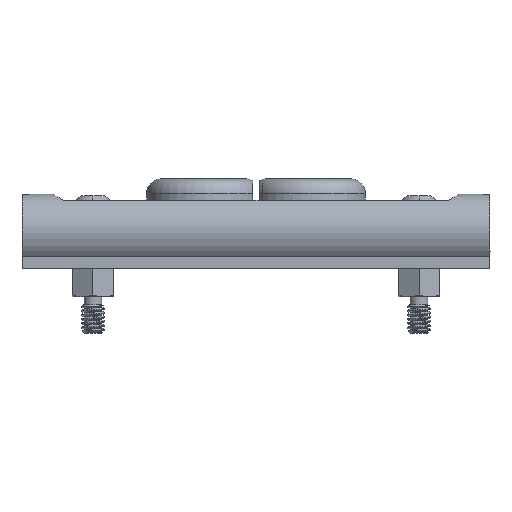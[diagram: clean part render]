
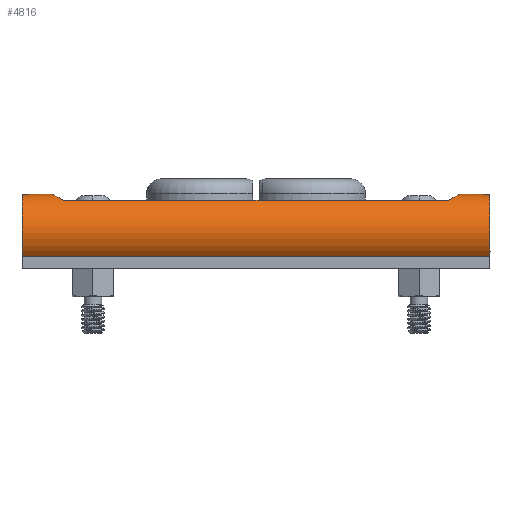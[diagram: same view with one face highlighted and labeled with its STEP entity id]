
A CAD part, front view. The second image highlights one B-rep face of the part: STEP entity #4816.
In plain terms, the highlighted cylindrical face has radius 4 mm (diameter 8 mm), a partial arc.
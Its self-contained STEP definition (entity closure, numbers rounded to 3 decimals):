
#342=ELLIPSE('',#5145,8.,4.);
#344=ELLIPSE('',#5187,8.,4.);
#355=CYLINDRICAL_SURFACE('',#5194,4.);
#521=LINE('',#6953,#813);
#523=LINE('',#6957,#815);
#531=LINE('',#7025,#823);
#540=LINE('',#7257,#832);
#594=LINE('',#7426,#886);
#641=LINE('',#7544,#933);
#813=VECTOR('',#5569,10.);
#815=VECTOR('',#5571,10.);
#823=VECTOR('',#5579,10.);
#832=VECTOR('',#5638,10.);
#886=VECTOR('',#5776,10.);
#933=VECTOR('',#5891,10.);
#1175=CIRCLE('',#5115,4.);
#1179=CIRCLE('',#5123,4.);
#1189=CIRCLE('',#5157,4.);
#1193=CIRCLE('',#5165,4.);
#1446=FACE_OUTER_BOUND('',#1737,.T.);
#1737=EDGE_LOOP('',(#3580,#3581,#3582,#3583,#3584,#3585,#3586,#3587,#3588,
#3589,#3590,#3591));
#2092=VERTEX_POINT('',#6951);
#2093=VERTEX_POINT('',#6952);
#2094=VERTEX_POINT('',#6954);
#2095=VERTEX_POINT('',#6956);
#2106=VERTEX_POINT('',#7011);
#2107=VERTEX_POINT('',#7024);
#2129=VERTEX_POINT('',#7237);
#2131=VERTEX_POINT('',#7256);
#2138=VERTEX_POINT('',#7273);
#2175=VERTEX_POINT('',#7403);
#2178=VERTEX_POINT('',#7424);
#2184=VERTEX_POINT('',#7439);
#2572=EDGE_CURVE('',#2092,#2093,#521,.T.);
#2574=EDGE_CURVE('',#2094,#2095,#523,.T.);
#2586=EDGE_CURVE('',#2107,#2106,#531,.T.);
#2617=EDGE_CURVE('',#2129,#2095,#1175,.T.);
#2621=EDGE_CURVE('',#2131,#2129,#540,.T.);
#2629=EDGE_CURVE('',#2138,#2131,#1179,.T.);
#2675=EDGE_CURVE('',#2092,#2094,#342,.F.);
#2687=EDGE_CURVE('',#2175,#2106,#1189,.T.);
#2693=EDGE_CURVE('',#2178,#2175,#594,.T.);
#2699=EDGE_CURVE('',#2184,#2178,#1193,.F.);
#2745=EDGE_CURVE('',#2093,#2107,#344,.F.);
#2751=EDGE_CURVE('',#2184,#2138,#641,.T.);
#3580=ORIENTED_EDGE('',*,*,#2572,.T.);
#3581=ORIENTED_EDGE('',*,*,#2745,.T.);
#3582=ORIENTED_EDGE('',*,*,#2586,.T.);
#3583=ORIENTED_EDGE('',*,*,#2687,.F.);
#3584=ORIENTED_EDGE('',*,*,#2693,.F.);
#3585=ORIENTED_EDGE('',*,*,#2699,.F.);
#3586=ORIENTED_EDGE('',*,*,#2751,.T.);
#3587=ORIENTED_EDGE('',*,*,#2629,.T.);
#3588=ORIENTED_EDGE('',*,*,#2621,.T.);
#3589=ORIENTED_EDGE('',*,*,#2617,.T.);
#3590=ORIENTED_EDGE('',*,*,#2574,.F.);
#3591=ORIENTED_EDGE('',*,*,#2675,.F.);
#4816=ADVANCED_FACE('',(#1446),#355,.T.);
#5115=AXIS2_PLACEMENT_3D('',#7238,#5629,#5630);
#5123=AXIS2_PLACEMENT_3D('',#7274,#5652,#5653);
#5145=AXIS2_PLACEMENT_3D('',#7366,#5736,#5737);
#5157=AXIS2_PLACEMENT_3D('',#7404,#5765,#5766);
#5165=AXIS2_PLACEMENT_3D('',#7440,#5788,#5789);
#5187=AXIS2_PLACEMENT_3D('',#7532,#5872,#5873);
#5194=AXIS2_PLACEMENT_3D('',#7543,#5889,#5890);
#5569=DIRECTION('',(-1.,0.,0.));
#5571=DIRECTION('',(1.,0.,0.));
#5579=DIRECTION('',(-1.,0.,0.));
#5629=DIRECTION('center_axis',(1.,0.,0.));
#5630=DIRECTION('ref_axis',(0.,0.991,0.135));
#5638=DIRECTION('',(-1.,0.,0.));
#5652=DIRECTION('center_axis',(-1.,0.,0.));
#5653=DIRECTION('ref_axis',(0.,1.,0.));
#5736=DIRECTION('center_axis',(0.5,0.,
-0.866));
#5737=DIRECTION('ref_axis',(-0.866,0.,-0.5));
#5765=DIRECTION('center_axis',(1.,0.,0.));
#5766=DIRECTION('ref_axis',(0.,0.991,0.135));
#5776=DIRECTION('',(1.,0.,0.));
#5788=DIRECTION('center_axis',(1.,0.,0.));
#5789=DIRECTION('ref_axis',(0.,1.,0.));
#5872=DIRECTION('center_axis',(0.5,0.,0.866));
#5873=DIRECTION('ref_axis',(0.866,0.,-0.5));
#5889=DIRECTION('center_axis',(-1.,0.,0.));
#5890=DIRECTION('ref_axis',(0.,0.,1.));
#5891=DIRECTION('',(1.,0.,0.));
#6951=CARTESIAN_POINT('',(20.652,-5.307,7.352));
#6952=CARTESIAN_POINT('',(-20.652,-5.307,7.352));
#6953=CARTESIAN_POINT('',(24.652,-5.307,7.352));
#6954=CARTESIAN_POINT('',(20.652,-0.941,7.352));
#6956=CARTESIAN_POINT('',(22.622,-0.941,7.352));
#6957=CARTESIAN_POINT('',(24.652,-0.941,7.352));
#7011=CARTESIAN_POINT('',(-22.622,-0.941,7.352));
#7024=CARTESIAN_POINT('',(-20.652,-0.941,7.352));
#7025=CARTESIAN_POINT('',(-24.652,-0.941,7.352));
#7237=CARTESIAN_POINT('',(22.622,-0.124,1.355));
#7238=CARTESIAN_POINT('Origin',(22.622,-3.124,4.));
#7256=CARTESIAN_POINT('',(25.122,-0.124,1.355));
#7257=CARTESIAN_POINT('',(24.122,-0.124,1.355));
#7273=CARTESIAN_POINT('',(25.122,-6.124,1.355));
#7274=CARTESIAN_POINT('Origin',(25.122,-3.124,4.));
#7366=CARTESIAN_POINT('Origin',(14.847,-3.124,4.));
#7403=CARTESIAN_POINT('',(-22.622,-0.124,1.355));
#7404=CARTESIAN_POINT('Origin',(-22.622,-3.124,4.));
#7424=CARTESIAN_POINT('',(-25.122,-0.124,1.355));
#7426=CARTESIAN_POINT('',(-24.122,-0.124,1.355));
#7439=CARTESIAN_POINT('',(-25.122,-6.124,1.355));
#7440=CARTESIAN_POINT('Origin',(-25.122,-3.124,4.));
#7532=CARTESIAN_POINT('Origin',(-14.847,-3.124,4.));
#7543=CARTESIAN_POINT('Origin',(-24.652,-3.124,4.));
#7544=CARTESIAN_POINT('',(24.652,-6.124,1.355));
